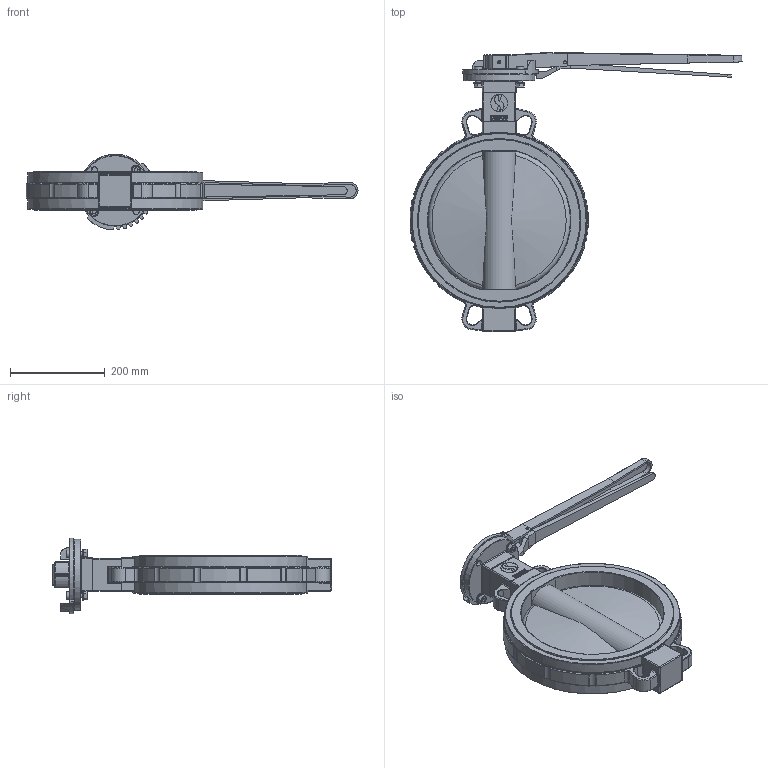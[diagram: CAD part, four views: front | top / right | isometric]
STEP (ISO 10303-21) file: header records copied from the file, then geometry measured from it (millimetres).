
FILE_DESCRIPTION(/* description */ ('1125300'),/* implementation_level */ '2;1');
FILE_NAME(/* name */ '1125300.stp',/* time_stamp */ '2017-12-05T16:44:27+01:00',/* author */ ('jmorand'),/* organization */ ('Sferaco'),/* preprocessor_version */ 'ST-DEVELOPER v16.5',/* originating_system */ 'Autodesk Inventor 2017',/* authorisation */ '');
FILE_SCHEMA (('CONFIG_CONTROL_DESIGN'));
Length unit declared in the file: millimetre
Products named in the file (1): Sferaco 1125 DN300 with handlever_Shrinkwrap_1
Bounding box: 702 x 589.99 x 160.16 mm (x, y, z)
Volume: 7288053.3 mm3; surface area: 688641 mm2
Topology: 2 solids, 3 shells, 1467 faces, 3747 edges, 2327 vertices
Faces by surface type: plane 525, bspline 402, cylinder 354, torus 147, sphere 20, cone 19
Full cylindrical faces by diameter (mm): 5 x1, 6 x5, 8.376 x2, 10 x2, 11 x2, 13 x4, 16 x2, 20 x2, 22 x2, 35 x2, 36.4 x1, 38.57 x1, 45 x1, 45.6 x2, 48.9 x1, 150 x1, 344 x2, 370 x2
Entity records: 61790 total; most frequent: CARTESIAN_POINT 27455, ORIENTED_EDGE 7282, DIRECTION 6000, EDGE_CURVE 3641, VERTEX_POINT 2311, AXIS2_PLACEMENT_3D 2119, LINE 1762, VECTOR 1762
